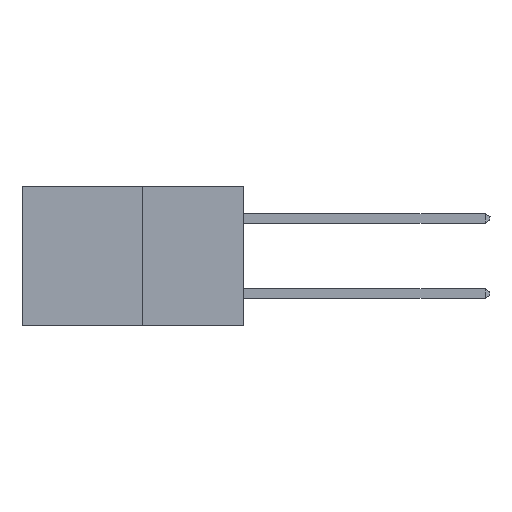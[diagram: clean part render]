
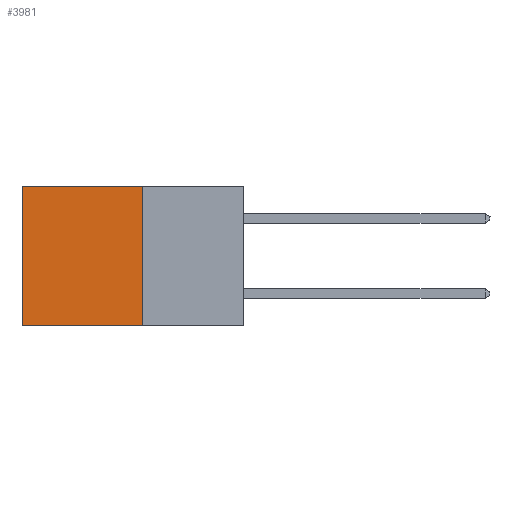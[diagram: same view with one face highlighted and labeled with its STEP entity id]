
A CAD part, left-side view. The second image highlights one B-rep face of the part: STEP entity #3981.
In plain terms, the highlighted planar face has unit normal (-1, 0, 0).
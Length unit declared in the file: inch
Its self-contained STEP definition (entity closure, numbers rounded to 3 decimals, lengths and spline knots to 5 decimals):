
#20 = VERTEX_POINT ( 'NONE', #4242 ) ;
#88 = CARTESIAN_POINT ( 'NONE',  ( 0.277, 0.27, -0.37 ) ) ;
#442 = CARTESIAN_POINT ( 'NONE',  ( 0.277, 0.59, -0.37 ) ) ;
#518 = VERTEX_POINT ( 'NONE', #8078 ) ;
#594 = DIRECTION ( 'NONE',  ( 0., 0., -1. ) ) ;
#695 = EDGE_CURVE ( 'NONE', #9147, #3808, #1792, .T. ) ;
#836 = LINE ( 'NONE', #7266, #4772 ) ;
#1246 = ORIENTED_EDGE ( 'NONE', *, *, #7648, .F. ) ;
#1260 = VECTOR ( 'NONE', #9737, 39.37008 ) ;
#1759 = EDGE_CURVE ( 'NONE', #3808, #518, #5421, .T. ) ;
#1792 = LINE ( 'NONE', #7820, #7525 ) ;
#2245 = AXIS2_PLACEMENT_3D ( 'NONE', #7639, #5312, #594 ) ;
#2604 = DIRECTION ( 'NONE',  ( 0., 1., 0. ) ) ;
#3141 = CARTESIAN_POINT ( 'NONE',  ( 0.277, 0.27, 0. ) ) ;
#3808 = VERTEX_POINT ( 'NONE', #6697 ) ;
#3981 = ADVANCED_FACE ( 'NONE', ( #5504 ), #9908, .F. ) ;
#4242 = CARTESIAN_POINT ( 'NONE',  ( 0.277, 0.27, -0.37 ) ) ;
#4431 = EDGE_LOOP ( 'NONE', ( #6313, #1246, #9114, #4964 ) ) ;
#4772 = VECTOR ( 'NONE', #8028, 39.37008 ) ;
#4826 = LINE ( 'NONE', #88, #6669 ) ;
#4964 = ORIENTED_EDGE ( 'NONE', *, *, #695, .T. ) ;
#5312 = DIRECTION ( 'NONE',  ( 1., 0., 0. ) ) ;
#5421 = LINE ( 'NONE', #442, #1260 ) ;
#5504 = FACE_OUTER_BOUND ( 'NONE', #4431, .T. ) ;
#6313 = ORIENTED_EDGE ( 'NONE', *, *, #1759, .T. ) ;
#6669 = VECTOR ( 'NONE', #2604, 39.37008 ) ;
#6697 = CARTESIAN_POINT ( 'NONE',  ( 0.277, 0.59, 0. ) ) ;
#7266 = CARTESIAN_POINT ( 'NONE',  ( 0.277, 0.27, -0.37 ) ) ;
#7525 = VECTOR ( 'NONE', #9746, 39.37008 ) ;
#7639 = CARTESIAN_POINT ( 'NONE',  ( 0.277, 0.27, -0.37 ) ) ;
#7648 = EDGE_CURVE ( 'NONE', #20, #518, #4826, .T. ) ;
#7820 = CARTESIAN_POINT ( 'NONE',  ( 0.277, 0.27, 0. ) ) ;
#8028 = DIRECTION ( 'NONE',  ( 0., 0., -1. ) ) ;
#8078 = CARTESIAN_POINT ( 'NONE',  ( 0.277, 0.59, -0.37 ) ) ;
#9114 = ORIENTED_EDGE ( 'NONE', *, *, #9989, .F. ) ;
#9147 = VERTEX_POINT ( 'NONE', #3141 ) ;
#9737 = DIRECTION ( 'NONE',  ( 0., 0., -1. ) ) ;
#9746 = DIRECTION ( 'NONE',  ( 0., 1., 0. ) ) ;
#9908 = PLANE ( 'NONE',  #2245 ) ;
#9989 = EDGE_CURVE ( 'NONE', #9147, #20, #836, .T. ) ;
